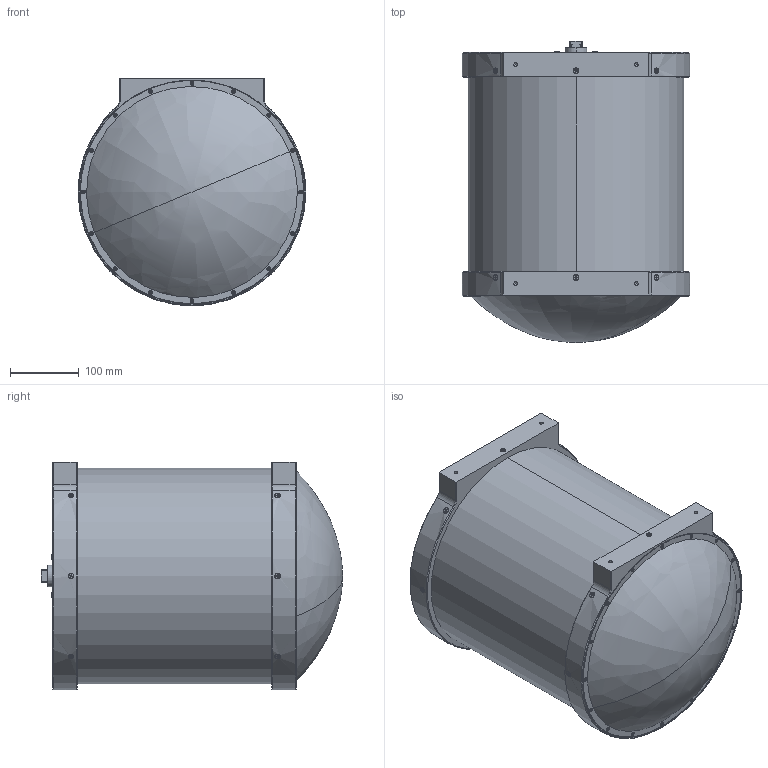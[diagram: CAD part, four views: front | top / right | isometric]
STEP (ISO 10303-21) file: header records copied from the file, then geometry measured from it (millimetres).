
FILE_DESCRIPTION (( 'STEP AP214' ), '1' );
FILE_NAME ('AG-CA38-250, Defeatured.STEP', '2024-02-16T20:57:19', ( '' ), ( '' ), 'SwSTEP 2.0', 'SolidWorks 2021', '' );
FILE_SCHEMA (( 'AUTOMOTIVE_DESIGN' ));
Length unit declared in the file: inch
Products named in the file (1): AG-CA38-250, Defeatured
Bounding box: 330.2 x 436.37 x 330.2 mm (x, y, z)
Volume: 30016086.9 mm3; surface area: 578768.1 mm2
Topology: 5 solids, 5 shells, 1368 faces, 3462 edges, 2241 vertices
Faces by surface type: plane 686, cone 386, cylinder 294, bspline 2
Entity records: 63385 total; most frequent: CARTESIAN_POINT 15562, ORIENTED_EDGE 6904, DIRECTION 6308, EDGE_CURVE 3452, AXIS2_PLACEMENT_3D 2299, VERTEX_POINT 2241, LINE 1710, VECTOR 1710
